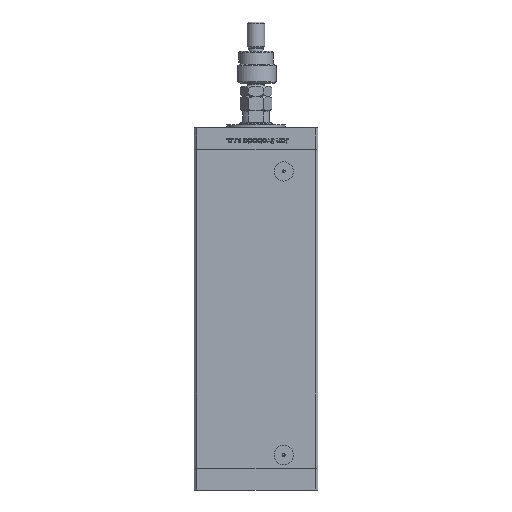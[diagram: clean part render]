
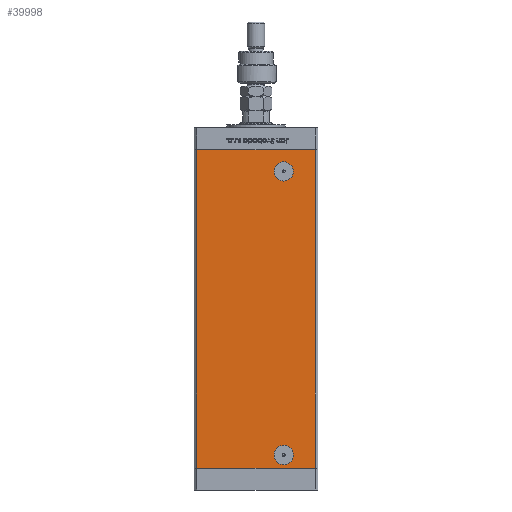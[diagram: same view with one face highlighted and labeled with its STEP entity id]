
A CAD part, front view. The second image highlights one B-rep face of the part: STEP entity #39998.
In plain terms, the highlighted planar face has unit normal (0, -1, 0).
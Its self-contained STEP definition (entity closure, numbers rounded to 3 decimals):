
#1224 = DIRECTION ( 'NONE',  ( 0., 0., -1. ) ) ;
#3530 = LINE ( 'NONE', #54458, #18566 ) ;
#3554 = FACE_BOUND ( 'NONE', #29876, .T. ) ;
#3735 = ORIENTED_EDGE ( 'NONE', *, *, #21703, .F. ) ;
#3887 = DIRECTION ( 'NONE',  ( 0., 0., -1. ) ) ;
#4054 = CIRCLE ( 'NONE', #23635, 6.58 ) ;
#4157 = CARTESIAN_POINT ( 'NONE',  ( -40.5, -37.5, 218.5 ) ) ;
#4467 = CARTESIAN_POINT ( 'NONE',  ( 19., -37.5, 210.08 ) ) ;
#4550 = EDGE_LOOP ( 'NONE', ( #20220, #41045 ) ) ;
#7554 = VERTEX_POINT ( 'NONE', #15288 ) ;
#7625 = EDGE_CURVE ( 'NONE', #7554, #16706, #48707, .T. ) ;
#8225 = CARTESIAN_POINT ( 'NONE',  ( 19., -37.5, 203.5 ) ) ;
#8697 = CARTESIAN_POINT ( 'NONE',  ( -40.5, -37.5, 218.5 ) ) ;
#9432 = DIRECTION ( 'NONE',  ( 0., -1., 0. ) ) ;
#9488 = DIRECTION ( 'NONE',  ( 0., 1., 0. ) ) ;
#9573 = ORIENTED_EDGE ( 'NONE', *, *, #34698, .F. ) ;
#10032 = DIRECTION ( 'NONE',  ( 0., -1., 0. ) ) ;
#10580 = DIRECTION ( 'NONE',  ( 0., 0., -1. ) ) ;
#11718 = AXIS2_PLACEMENT_3D ( 'NONE', #48724, #10032, #10580 ) ;
#12121 = VERTEX_POINT ( 'NONE', #47477 ) ;
#12160 = DIRECTION ( 'NONE',  ( 1., 0., 0. ) ) ;
#12894 = ORIENTED_EDGE ( 'NONE', *, *, #39738, .T. ) ;
#14548 = VERTEX_POINT ( 'NONE', #27899 ) ;
#15288 = CARTESIAN_POINT ( 'NONE',  ( -40.5, -37.5, 0. ) ) ;
#16201 = CARTESIAN_POINT ( 'NONE',  ( 40.5, -37.5, 0. ) ) ;
#16706 = VERTEX_POINT ( 'NONE', #16201 ) ;
#18566 = VECTOR ( 'NONE', #12160, 1000. ) ;
#19795 = ORIENTED_EDGE ( 'NONE', *, *, #46143, .F. ) ;
#20220 = ORIENTED_EDGE ( 'NONE', *, *, #49202, .T. ) ;
#20954 = AXIS2_PLACEMENT_3D ( 'NONE', #35041, #9432, #30035 ) ;
#21703 = EDGE_CURVE ( 'NONE', #36742, #14548, #3530, .T. ) ;
#21799 = EDGE_CURVE ( 'NONE', #14548, #16706, #33050, .T. ) ;
#22000 = CARTESIAN_POINT ( 'NONE',  ( 19., -37.5, 196.92 ) ) ;
#22844 = CARTESIAN_POINT ( 'NONE',  ( 19., -37.5, 203.5 ) ) ;
#23635 = AXIS2_PLACEMENT_3D ( 'NONE', #22844, #9488, #26445 ) ;
#24310 = AXIS2_PLACEMENT_3D ( 'NONE', #8225, #37740, #54702 ) ;
#24699 = PLANE ( 'NONE',  #36828 ) ;
#24973 = DIRECTION ( 'NONE',  ( 0., 0., 1. ) ) ;
#25293 = LINE ( 'NONE', #4157, #38535 ) ;
#25509 = FACE_OUTER_BOUND ( 'NONE', #49482, .T. ) ;
#25693 = ORIENTED_EDGE ( 'NONE', *, *, #21799, .F. ) ;
#26445 = DIRECTION ( 'NONE',  ( 0., 0., -1. ) ) ;
#27895 = CIRCLE ( 'NONE', #24310, 6.58 ) ;
#27899 = CARTESIAN_POINT ( 'NONE',  ( 40.5, -37.5, 218.5 ) ) ;
#28858 = CARTESIAN_POINT ( 'NONE',  ( 40.5, -37.5, 218.5 ) ) ;
#29468 = CIRCLE ( 'NONE', #11718, 6.58 ) ;
#29876 = EDGE_LOOP ( 'NONE', ( #19795, #9573 ) ) ;
#30035 = DIRECTION ( 'NONE',  ( 0., 0., -1. ) ) ;
#33050 = LINE ( 'NONE', #28858, #52332 ) ;
#34155 = DIRECTION ( 'NONE',  ( 0., 1., 0. ) ) ;
#34698 = EDGE_CURVE ( 'NONE', #35707, #12121, #29468, .T. ) ;
#35041 = CARTESIAN_POINT ( 'NONE',  ( 19., -37.5, 9. ) ) ;
#35336 = VERTEX_POINT ( 'NONE', #22000 ) ;
#35707 = VERTEX_POINT ( 'NONE', #43646 ) ;
#36434 = CARTESIAN_POINT ( 'NONE',  ( -40.5, -37.5, 0. ) ) ;
#36742 = VERTEX_POINT ( 'NONE', #8697 ) ;
#36828 = AXIS2_PLACEMENT_3D ( 'NONE', #50301, #34155, #24973 ) ;
#37238 = FACE_BOUND ( 'NONE', #4550, .T. ) ;
#37740 = DIRECTION ( 'NONE',  ( 0., 1., 0. ) ) ;
#38535 = VECTOR ( 'NONE', #3887, 1000. ) ;
#39013 = EDGE_CURVE ( 'NONE', #48215, #35336, #27895, .T. ) ;
#39520 = DIRECTION ( 'NONE',  ( 1., 0., 0. ) ) ;
#39738 = EDGE_CURVE ( 'NONE', #36742, #7554, #25293, .T. ) ;
#39998 = ADVANCED_FACE ( 'NONE', ( #3554, #25509, #37238 ), #24699, .F. ) ;
#41045 = ORIENTED_EDGE ( 'NONE', *, *, #39013, .T. ) ;
#42440 = VECTOR ( 'NONE', #39520, 1000. ) ;
#43646 = CARTESIAN_POINT ( 'NONE',  ( 19., -37.5, 15.58 ) ) ;
#44983 = CIRCLE ( 'NONE', #20954, 6.58 ) ;
#46143 = EDGE_CURVE ( 'NONE', #12121, #35707, #44983, .T. ) ;
#47477 = CARTESIAN_POINT ( 'NONE',  ( 19., -37.5, 2.42 ) ) ;
#48215 = VERTEX_POINT ( 'NONE', #4467 ) ;
#48707 = LINE ( 'NONE', #36434, #42440 ) ;
#48724 = CARTESIAN_POINT ( 'NONE',  ( 19., -37.5, 9. ) ) ;
#49202 = EDGE_CURVE ( 'NONE', #35336, #48215, #4054, .T. ) ;
#49482 = EDGE_LOOP ( 'NONE', ( #51869, #25693, #3735, #12894 ) ) ;
#50301 = CARTESIAN_POINT ( 'NONE',  ( -40.5, -37.5, 218.5 ) ) ;
#51869 = ORIENTED_EDGE ( 'NONE', *, *, #7625, .T. ) ;
#52332 = VECTOR ( 'NONE', #1224, 1000. ) ;
#54458 = CARTESIAN_POINT ( 'NONE',  ( -40.5, -37.5, 218.5 ) ) ;
#54702 = DIRECTION ( 'NONE',  ( 0., 0., -1. ) ) ;
